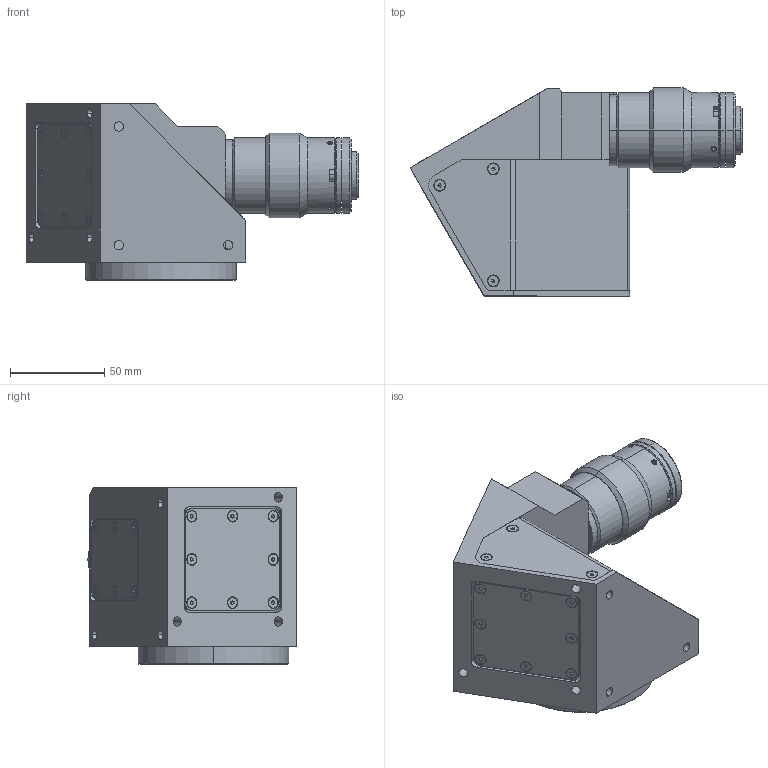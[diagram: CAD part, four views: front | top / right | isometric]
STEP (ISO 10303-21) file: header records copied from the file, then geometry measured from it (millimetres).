
FILE_DESCRIPTION (( 'STEP AP203' ), '1' );
FILE_NAME ('DP23961_TCCR2M056-C.step', '2021-11-03T10:16:12', ( '' ), ( '' ), 'SwSTEP 2.0', 'SolidWorks 2021', '' );
FILE_SCHEMA (( 'CONFIG_CONTROL_DESIGN' ));
Length unit declared in the file: millimetre
Products named in the file (1): DP23961_TCCR2M056-C
Bounding box: 176.37 x 110.67 x 93.6 mm (x, y, z)
Surface area: 77060 mm2 (no closed solid volume)
Topology: 0 solids, 49 shells, 440 faces, 1381 edges, 934 vertices
Faces by surface type: plane 211, cylinder 117, cone 104, torus 6, sphere 2
Entity records: 15188 total; most frequent: CARTESIAN_POINT 2956, DIRECTION 2680, ORIENTED_EDGE 2107, EDGE_CURVE 1343, VERTEX_POINT 934, AXIS2_PLACEMENT_3D 922, VECTOR 836, LINE 836
